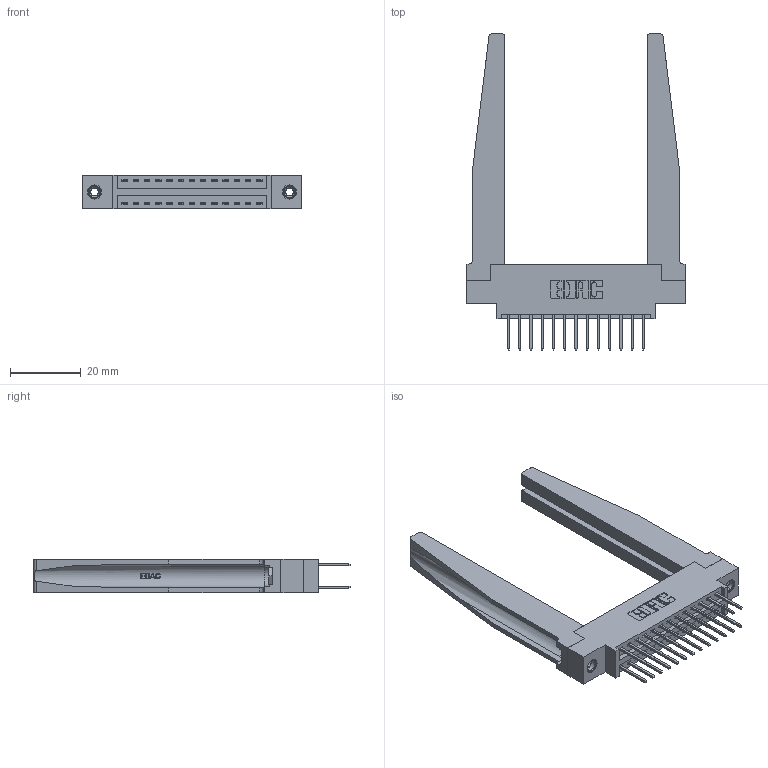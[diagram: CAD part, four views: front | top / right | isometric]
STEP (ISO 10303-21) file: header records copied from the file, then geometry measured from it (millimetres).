
FILE_DESCRIPTION (( 'STEP AP203' ), '1' );
FILE_NAME ('346-026-526-878.STEP', '2022-05-19T01:49:00', ( '' ), ( '' ), 'SwSTEP 2.0', 'SolidWorks 2020', '' );
FILE_SCHEMA (( 'CONFIG_CONTROL_DESIGN' ));
Length unit declared in the file: inch
Products named in the file (5): 346-220-078_345-220-078; 346-026-526-878; 346 Part_0.170 Offset - 0.156 Dia-TH; 345-250-001_345-250-001-102; 345-292-001_345-293-126
Assembly tree (31 placements, depth 2):
  346-026-526-878
    346 Part_0.170 Offset - 0.156 Dia-TH
    345-292-001_345-293-126  x26
    346-220-078_345-220-078  x2
    345-250-001_345-250-001-102  x2
Bounding box: 61.85 x 89.41 x 9.4 mm (x, y, z)
Volume: 12584.6 mm3; surface area: 14288.4 mm2
Topology: 31 solids, 31 shells, 1726 faces, 5015 edges, 3298 vertices
Faces by surface type: plane 1146, cylinder 528, bspline 36, cone 12, torus 4
Entity records: 17702 total; most frequent: CARTESIAN_POINT 3901, ORIENTED_EDGE 2722, DIRECTION 2475, EDGE_CURVE 1361, VECTOR 1083, LINE 1083, VERTEX_POINT 900, AXIS2_PLACEMENT_3D 696
